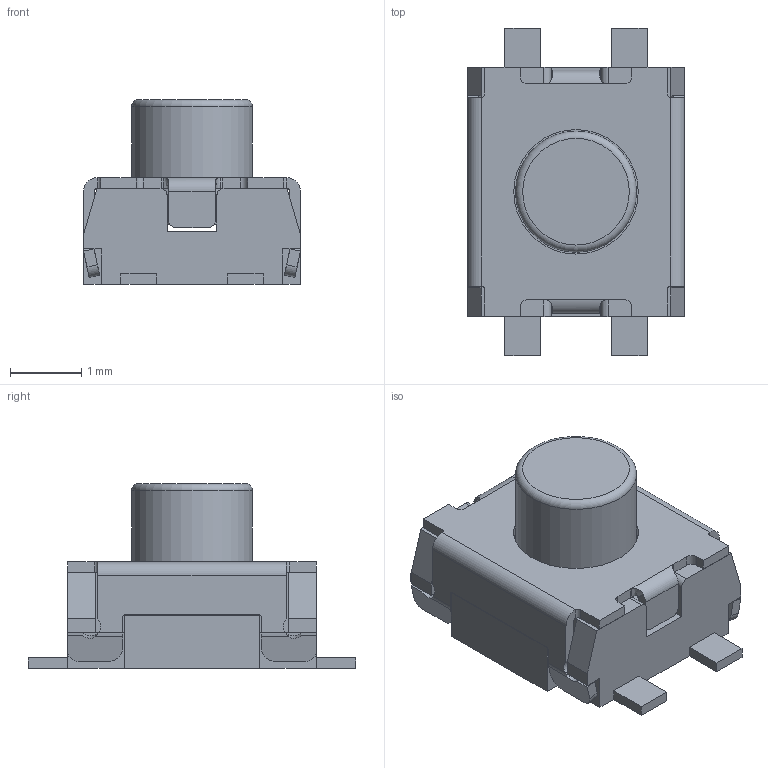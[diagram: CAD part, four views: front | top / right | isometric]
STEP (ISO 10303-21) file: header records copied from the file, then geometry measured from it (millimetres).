
FILE_DESCRIPTION(/* description */ ('STEP AP242','CAx-IF Rec.Pracs.---Representation and Presentation of Product Manufacturing Information (PMI)---4.0---2014-10-13','CAx-IF Rec.Pracs.---3D Tessellated Geometry---0.4---2014-09-14','2;1'),/* implementation_level */ '2;1');
FILE_NAME(/* name */ '66c01dd01674cf444f0e51fd',/* time_stamp */ '2024-08-17T03:49:37Z',/* author */ (''),/* organization */ (''),/* preprocessor_version */ 'ST-DEVELOPER v20',/* originating_system */ ' ',/* authorisation */ ' ');
FILE_SCHEMA (('AP242_MANAGED_MODEL_BASED_3D_ENGINEERING_MIM_LF { 1 0 10303 442 1 1 4 }'));
Length unit declared in the file: metre
Products named in the file (23): tactile_switch_3.5x2.9_4F
Bounding box: 3.05 x 4.6 x 2.6 mm (x, y, z)
Volume: 14.7 mm3; surface area: 88.8 mm2
Topology: 7 solids, 7 shells, 229 faces, 614 edges, 417 vertices
Faces by surface type: plane 160, cylinder 60, bspline 8, torus 1
Full cylindrical faces by diameter (mm): 0.8 x1, 1.7 x1, 1.75 x1, 2.2 x1
Entity records: 9252 total; most frequent: CARTESIAN_POINT 1468, DIRECTION 1194, ORIENTED_EDGE 1186, EDGE_CURVE 593, LINE 480, VECTOR 480, VERTEX_POINT 385, AXIS2_PLACEMENT_3D 357
